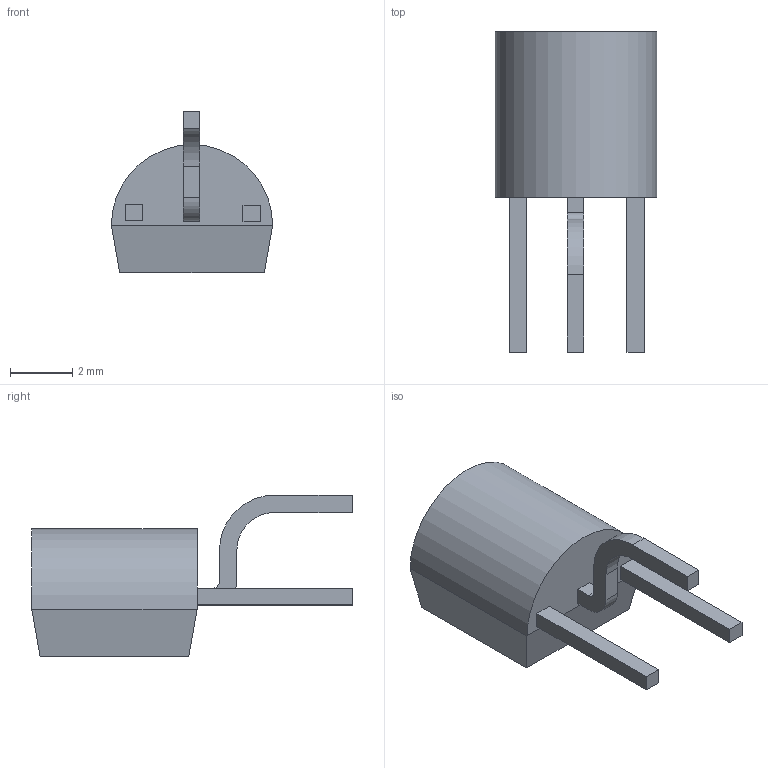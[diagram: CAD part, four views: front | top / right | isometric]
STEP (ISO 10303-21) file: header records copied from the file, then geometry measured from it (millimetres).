
FILE_DESCRIPTION (( 'STEP AP214' ), '1' );
FILE_NAME ('User Library-bc547.STEP', '2021-07-04T19:38:05', ( '' ), ( '' ), 'SwSTEP 2.0', 'SolidWorks 2021', '' );
FILE_SCHEMA (( 'AUTOMOTIVE_DESIGN' ));
Length unit declared in the file: millimetre
Products named in the file (4): legbent; ledst; body; User Library-bc547
Assembly tree (4 placements, depth 2):
  User Library-bc547
    ledst  x2
    legbent
    body
Bounding box: 5.2 x 10.33 x 5.21 mm (x, y, z)
Volume: 99.8 mm3; surface area: 156.9 mm2
Topology: 4 solids, 4 shells, 34 faces, 74 edges, 48 vertices
Faces by surface type: plane 29, cylinder 5
Entity records: 1234 total; most frequent: DIRECTION 142, CARTESIAN_POINT 137, ORIENTED_EDGE 124, EDGE_CURVE 62, LINE 52, VECTOR 52, AXIS2_PLACEMENT_3D 45, VERTEX_POINT 40
